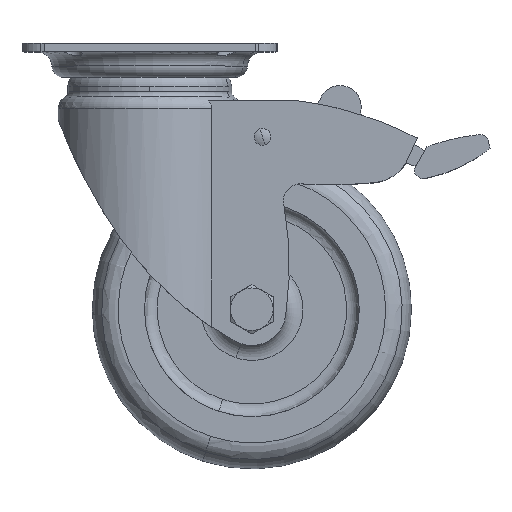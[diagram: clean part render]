
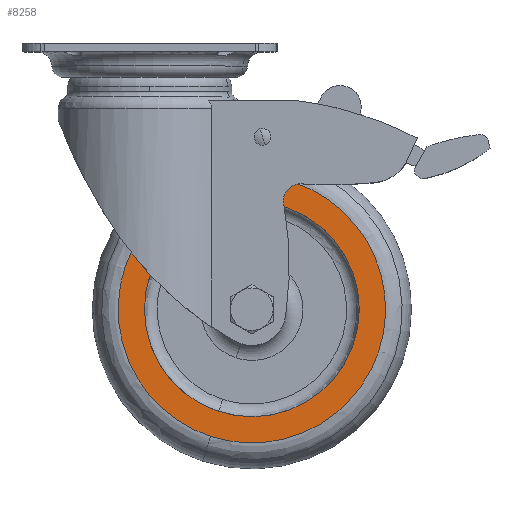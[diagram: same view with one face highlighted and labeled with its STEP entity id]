
A CAD part, top view. The second image highlights one B-rep face of the part: STEP entity #8258.
In plain terms, the highlighted planar face has unit normal (0, 0, 1).
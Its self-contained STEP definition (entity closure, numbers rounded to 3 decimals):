
#382 = CARTESIAN_POINT ( 'NONE',  ( 12.34, -91.733, 12.5 ) ) ;
#538 = CARTESIAN_POINT ( 'NONE',  ( 55.43, -64.15, 12.5 ) ) ;
#790 = DIRECTION ( 'NONE',  ( -1., 0., 0. ) ) ;
#1421 = CARTESIAN_POINT ( 'NONE',  ( 33.705, -32.631, 12.5 ) ) ;
#1492 = CARTESIAN_POINT ( 'NONE',  ( 10.448, -90.906, 12.5 ) ) ;
#1613 = DIRECTION ( 'NONE',  ( 0., 0., 1. ) ) ;
#1718 = CARTESIAN_POINT ( 'NONE',  ( -4.916, -74.926, 12.5 ) ) ;
#1869 = CARTESIAN_POINT ( 'NONE',  ( 36.426, -91.416, 12.5 ) ) ;
#2013 = CARTESIAN_POINT ( 'NONE',  ( 33.705, -32.631, 12.5 ) ) ;
#2143 = PLANE ( 'NONE',  #11196 ) ;
#2398 = AXIS2_PLACEMENT_3D ( 'NONE', #10932, #4088, #790 ) ;
#2630 = AXIS2_PLACEMENT_3D ( 'NONE', #12376, #11171, #7896 ) ;
#2694 = CARTESIAN_POINT ( 'NONE',  ( 47.391, -41.443, 12.5 ) ) ;
#2903 = CARTESIAN_POINT ( 'NONE',  ( -3.049, -78.589, 12.5 ) ) ;
#2910 = CARTESIAN_POINT ( 'NONE',  ( 49.216, -81.333, 12.5 ) ) ;
#2942 = VERTEX_POINT ( 'NONE', #5955 ) ;
#2977 = CARTESIAN_POINT ( 'NONE',  ( 41.829, -88.436, 12.5 ) ) ;
#3193 = ORIENTED_EDGE ( 'NONE', *, *, #9038, .T. ) ;
#3827 = CARTESIAN_POINT ( 'NONE',  ( 42.833, -37.284, 12.5 ) ) ;
#3891 = CARTESIAN_POINT ( 'NONE',  ( 6.861, -88.897, 12.5 ) ) ;
#4042 = CARTESIAN_POINT ( 'NONE',  ( -4.406, -48.948, 12.5 ) ) ;
#4088 = DIRECTION ( 'NONE',  ( 0., 0., -1. ) ) ;
#4121 = CARTESIAN_POINT ( 'NONE',  ( 31.75, -31.996, 12.5 ) ) ;
#4126 = CARTESIAN_POINT ( 'NONE',  ( 34.503, -92.169, 12.5 ) ) ;
#4243 = VERTEX_POINT ( 'NONE', #10594 ) ;
#4285 = CARTESIAN_POINT ( 'NONE',  ( 28.513, -93.648, 12.5 ) ) ;
#4602 = CARTESIAN_POINT ( 'NONE',  ( 14.295, -92.369, 12.5 ) ) ;
#4637 = FACE_OUTER_BOUND ( 'NONE', #14389, .T. ) ;
#4821 = B_SPLINE_CURVE_WITH_KNOTS ( 'NONE', 3,
 ( #1421, #7383, #9384, #4901, #3827, #12990, #2694, #9449, #13874, #11943, #11869, #6168, #10758, #5059, #538, #6251, #8204, #12762, #13947, #13366, #2910, #6471, #10001, #2977, #6628, #1869, #4126, #9687, #4285, #7679, #6316, #5359, #8791, #12021 ),
 .UNSPECIFIED., .F., .F.,
 ( 4, 2, 2, 2, 2, 2, 2, 2, 2, 2, 2, 2, 2, 2, 2, 2, 4 ),
 ( 0., 0.196, 0.393, 0.589, 0.785, 0.982, 1.178, 1.374, 1.571, 1.767, 1.963, 2.16, 2.356, 2.553, 2.749, 2.945, 3.142 ),
 .UNSPECIFIED. ) ;
#4901 = CARTESIAN_POINT ( 'NONE',  ( 41.139, -36.103, 12.5 ) ) ;
#4974 = CARTESIAN_POINT ( 'NONE',  ( -6.784, -69.046, 12.5 ) ) ;
#5059 = CARTESIAN_POINT ( 'NONE',  ( 55.47, -62.085, 12.5 ) ) ;
#5119 = CARTESIAN_POINT ( 'NONE',  ( -7.148, -67.013, 12.5 ) ) ;
#5359 = CARTESIAN_POINT ( 'NONE',  ( 18.267, -93.446, 12.5 ) ) ;
#5955 = CARTESIAN_POINT ( 'NONE',  ( 33.705, -32.631, 12.5 ) ) ;
#5963 = VERTEX_POINT ( 'NONE', #4602 ) ;
#6086 = CARTESIAN_POINT ( 'NONE',  ( -5.669, -73.003, 12.5 ) ) ;
#6133 = EDGE_CURVE ( 'NONE', #2942, #5963, #4821, .T. ) ;
#6168 = CARTESIAN_POINT ( 'NONE',  ( 54.784, -55.954, 12.5 ) ) ;
#6251 = CARTESIAN_POINT ( 'NONE',  ( 54.946, -68.233, 12.5 ) ) ;
#6311 = CARTESIAN_POINT ( 'NONE',  ( -5.233, -50.84, 12.5 ) ) ;
#6316 = CARTESIAN_POINT ( 'NONE',  ( 22.35, -93.93, 12.5 ) ) ;
#6471 = CARTESIAN_POINT ( 'NONE',  ( 46.546, -84.459, 12.5 ) ) ;
#6491 = CIRCLE ( 'NONE', #2630, 25.25 ) ;
#6495 = DIRECTION ( 'NONE',  ( 1., 0., 0. ) ) ;
#6628 = CARTESIAN_POINT ( 'NONE',  ( 40.089, -89.549, 12.5 ) ) ;
#7304 = CARTESIAN_POINT ( 'NONE',  ( -6.946, -56.767, 12.5 ) ) ;
#7380 = CARTESIAN_POINT ( 'NONE',  ( 5.167, -87.716, 12.5 ) ) ;
#7383 = CARTESIAN_POINT ( 'NONE',  ( 35.66, -33.267, 12.5 ) ) ;
#7657 = CARTESIAN_POINT ( 'NONE',  ( -1.25, -62.5, 12.5 ) ) ;
#7679 = CARTESIAN_POINT ( 'NONE',  ( 24.415, -93.97, 12.5 ) ) ;
#7896 = DIRECTION ( 'NONE',  ( -1., 0., 0. ) ) ;
#8204 = CARTESIAN_POINT ( 'NONE',  ( 54.504, -70.25, 12.5 ) ) ;
#8258 = ADVANCED_FACE ( 'NONE', ( #10339, #4637 ), #2143, .T. ) ;
#8379 = ORIENTED_EDGE ( 'NONE', *, *, #8793, .T. ) ;
#8417 = CARTESIAN_POINT ( 'NONE',  ( 1.454, -40.541, 12.5 ) ) ;
#8573 = CARTESIAN_POINT ( 'NONE',  ( -7.43, -60.85, 12.5 ) ) ;
#8704 = CARTESIAN_POINT ( 'NONE',  ( 7.911, -35.451, 12.5 ) ) ;
#8791 = CARTESIAN_POINT ( 'NONE',  ( 16.25, -93.004, 12.5 ) ) ;
#8793 = EDGE_CURVE ( 'NONE', #11724, #4243, #6491, .T. ) ;
#9001 = CARTESIAN_POINT ( 'NONE',  ( 19.487, -31.352, 12.5 ) ) ;
#9038 = EDGE_CURVE ( 'NONE', #4243, #11724, #11288, .T. ) ;
#9180 = ORIENTED_EDGE ( 'NONE', *, *, #6133, .F. ) ;
#9384 = CARTESIAN_POINT ( 'NONE',  ( 37.552, -34.094, 12.5 ) ) ;
#9449 = CARTESIAN_POINT ( 'NONE',  ( 49.936, -44.671, 12.5 ) ) ;
#9532 = CARTESIAN_POINT ( 'NONE',  ( -2.397, -45.361, 12.5 ) ) ;
#9682 = CARTESIAN_POINT ( 'NONE',  ( -7.47, -62.915, 12.5 ) ) ;
#9687 = CARTESIAN_POINT ( 'NONE',  ( 30.546, -93.284, 12.5 ) ) ;
#9765 = CARTESIAN_POINT ( 'NONE',  ( -1.936, -80.329, 12.5 ) ) ;
#9823 = B_SPLINE_CURVE_WITH_KNOTS ( 'NONE', 3,
 ( #11939, #382, #1492, #3891, #7380, #12012, #12083, #9765, #2903, #1718, #6086, #4974, #5119, #9682, #8573, #7304, #13138, #6311, #4042, #9532, #14319, #8417, #12983, #13492, #8704, #12313, #11182, #9911, #9001, #14469, #14392, #14685, #4121, #2013 ),
 .UNSPECIFIED., .F., .F.,
 ( 4, 2, 2, 2, 2, 2, 2, 2, 2, 2, 2, 2, 2, 2, 2, 2, 4 ),
 ( 0., 0.196, 0.393, 0.589, 0.785, 0.982, 1.178, 1.374, 1.571, 1.767, 1.963, 2.16, 2.356, 2.553, 2.749, 2.945, 3.142 ),
 .UNSPECIFIED. ) ;
#9911 = CARTESIAN_POINT ( 'NONE',  ( 17.454, -31.716, 12.5 ) ) ;
#10001 = CARTESIAN_POINT ( 'NONE',  ( 45.057, -85.891, 12.5 ) ) ;
#10339 = FACE_BOUND ( 'NONE', #13015, .T. ) ;
#10530 = EDGE_CURVE ( 'NONE', #5963, #2942, #9823, .T. ) ;
#10564 = CARTESIAN_POINT ( 'NONE',  ( 24., -31.094, 12.5 ) ) ;
#10594 = CARTESIAN_POINT ( 'NONE',  ( 49.25, -62.5, 12.5 ) ) ;
#10758 = CARTESIAN_POINT ( 'NONE',  ( 55.148, -57.987, 12.5 ) ) ;
#10932 = CARTESIAN_POINT ( 'NONE',  ( 24., -62.5, 12.5 ) ) ;
#11171 = DIRECTION ( 'NONE',  ( 0., 0., -1. ) ) ;
#11182 = CARTESIAN_POINT ( 'NONE',  ( 13.497, -32.831, 12.5 ) ) ;
#11196 = AXIS2_PLACEMENT_3D ( 'NONE', #10564, #1613, #6495 ) ;
#11288 = CIRCLE ( 'NONE', #2398, 25.25 ) ;
#11724 = VERTEX_POINT ( 'NONE', #7657 ) ;
#11869 = CARTESIAN_POINT ( 'NONE',  ( 53.669, -51.997, 12.5 ) ) ;
#11939 = CARTESIAN_POINT ( 'NONE',  ( 14.295, -92.369, 12.5 ) ) ;
#11943 = CARTESIAN_POINT ( 'NONE',  ( 52.916, -50.074, 12.5 ) ) ;
#12012 = CARTESIAN_POINT ( 'NONE',  ( 2.041, -85.046, 12.5 ) ) ;
#12021 = CARTESIAN_POINT ( 'NONE',  ( 14.295, -92.369, 12.5 ) ) ;
#12083 = CARTESIAN_POINT ( 'NONE',  ( 0.609, -83.557, 12.5 ) ) ;
#12313 = CARTESIAN_POINT ( 'NONE',  ( 11.574, -33.584, 12.5 ) ) ;
#12376 = CARTESIAN_POINT ( 'NONE',  ( 24., -62.5, 12.5 ) ) ;
#12762 = CARTESIAN_POINT ( 'NONE',  ( 53.233, -74.16, 12.5 ) ) ;
#12983 = CARTESIAN_POINT ( 'NONE',  ( 2.943, -39.109, 12.5 ) ) ;
#12990 = CARTESIAN_POINT ( 'NONE',  ( 45.959, -39.954, 12.5 ) ) ;
#13015 = EDGE_LOOP ( 'NONE', ( #8379, #3193 ) ) ;
#13138 = CARTESIAN_POINT ( 'NONE',  ( -6.504, -54.75, 12.5 ) ) ;
#13366 = CARTESIAN_POINT ( 'NONE',  ( 50.397, -79.639, 12.5 ) ) ;
#13492 = CARTESIAN_POINT ( 'NONE',  ( 6.171, -36.564, 12.5 ) ) ;
#13874 = CARTESIAN_POINT ( 'NONE',  ( 51.049, -46.411, 12.5 ) ) ;
#13947 = CARTESIAN_POINT ( 'NONE',  ( 52.406, -76.052, 12.5 ) ) ;
#14107 = ORIENTED_EDGE ( 'NONE', *, *, #10530, .F. ) ;
#14319 = CARTESIAN_POINT ( 'NONE',  ( -1.216, -43.667, 12.5 ) ) ;
#14389 = EDGE_LOOP ( 'NONE', ( #14107, #9180 ) ) ;
#14392 = CARTESIAN_POINT ( 'NONE',  ( 25.65, -31.07, 12.5 ) ) ;
#14469 = CARTESIAN_POINT ( 'NONE',  ( 23.585, -31.03, 12.5 ) ) ;
#14685 = CARTESIAN_POINT ( 'NONE',  ( 29.733, -31.554, 12.5 ) ) ;
